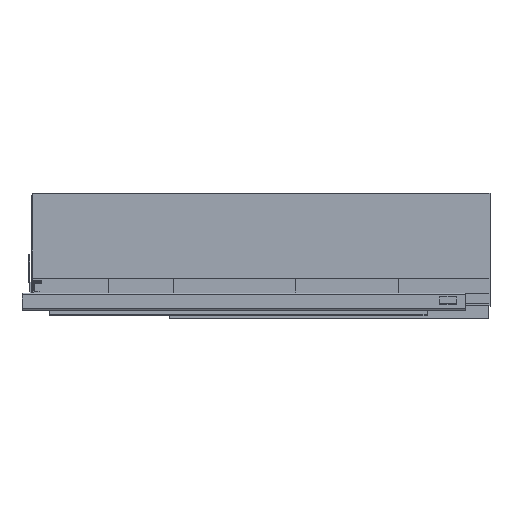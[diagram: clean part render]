
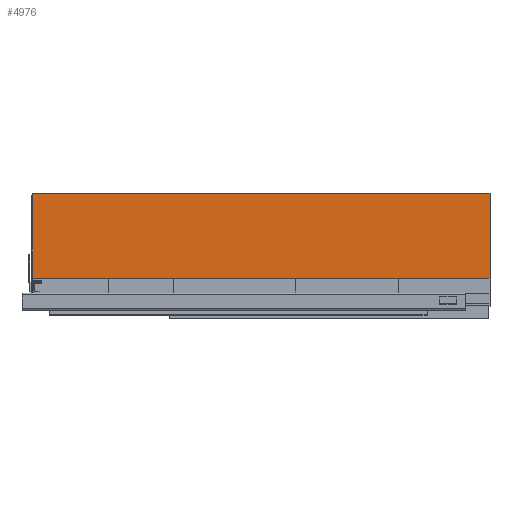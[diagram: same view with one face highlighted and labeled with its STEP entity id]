
A CAD part, top view. The second image highlights one B-rep face of the part: STEP entity #4976.
In plain terms, the highlighted planar face has unit normal (0, 0, 1).
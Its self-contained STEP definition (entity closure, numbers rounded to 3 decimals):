
#148 = CARTESIAN_POINT ( 'NONE',  ( -490., 30., 13.5 ) ) ;
#558 = ORIENTED_EDGE ( 'NONE', *, *, #3507, .T. ) ;
#887 = DIRECTION ( 'NONE',  ( 0., -1., 0. ) ) ;
#945 = VECTOR ( 'NONE', #887, 1000. ) ;
#1165 = LINE ( 'NONE', #8452, #5758 ) ;
#1889 = VERTEX_POINT ( 'NONE', #5815 ) ;
#2338 = ORIENTED_EDGE ( 'NONE', *, *, #5778, .F. ) ;
#2366 = EDGE_CURVE ( 'NONE', #8469, #1889, #4049, .T. ) ;
#2707 = CARTESIAN_POINT ( 'NONE',  ( 0., 30., 13.5 ) ) ;
#3027 = CARTESIAN_POINT ( 'NONE',  ( -490., 30., 13.5 ) ) ;
#3072 = CARTESIAN_POINT ( 'NONE',  ( -490., 121., 13.5 ) ) ;
#3344 = DIRECTION ( 'NONE',  ( 1., 0., 0. ) ) ;
#3507 = EDGE_CURVE ( 'NONE', #8964, #3858, #7272, .T. ) ;
#3572 = EDGE_CURVE ( 'NONE', #8469, #8964, #7405, .T. ) ;
#3858 = VERTEX_POINT ( 'NONE', #2707 ) ;
#3898 = CARTESIAN_POINT ( 'NONE',  ( -490., 121., 13.5 ) ) ;
#3969 = VECTOR ( 'NONE', #3344, 1000. ) ;
#4049 = LINE ( 'NONE', #6969, #3969 ) ;
#4065 = DIRECTION ( 'NONE',  ( 0., -1., 0. ) ) ;
#4088 = CARTESIAN_POINT ( 'NONE',  ( -490., 121., 13.5 ) ) ;
#4976 = ADVANCED_FACE ( 'NONE', ( #6041 ), #7519, .T. ) ;
#5335 = DIRECTION ( 'NONE',  ( 0., 0., 1. ) ) ;
#5365 = VECTOR ( 'NONE', #5847, 1000. ) ;
#5758 = VECTOR ( 'NONE', #4065, 1000. ) ;
#5778 = EDGE_CURVE ( 'NONE', #1889, #3858, #1165, .T. ) ;
#5815 = CARTESIAN_POINT ( 'NONE',  ( 0., 121., 13.5 ) ) ;
#5847 = DIRECTION ( 'NONE',  ( 1., 0., 0. ) ) ;
#6041 = FACE_OUTER_BOUND ( 'NONE', #6438, .T. ) ;
#6438 = EDGE_LOOP ( 'NONE', ( #2338, #6886, #7907, #558 ) ) ;
#6807 = DIRECTION ( 'NONE',  ( 0., -1., 0. ) ) ;
#6886 = ORIENTED_EDGE ( 'NONE', *, *, #2366, .F. ) ;
#6969 = CARTESIAN_POINT ( 'NONE',  ( -490., 121., 13.5 ) ) ;
#7221 = AXIS2_PLACEMENT_3D ( 'NONE', #3898, #5335, #6807 ) ;
#7272 = LINE ( 'NONE', #3027, #5365 ) ;
#7405 = LINE ( 'NONE', #3072, #945 ) ;
#7519 = PLANE ( 'NONE',  #7221 ) ;
#7907 = ORIENTED_EDGE ( 'NONE', *, *, #3572, .T. ) ;
#8452 = CARTESIAN_POINT ( 'NONE',  ( 0., 121., 13.5 ) ) ;
#8469 = VERTEX_POINT ( 'NONE', #4088 ) ;
#8964 = VERTEX_POINT ( 'NONE', #148 ) ;
